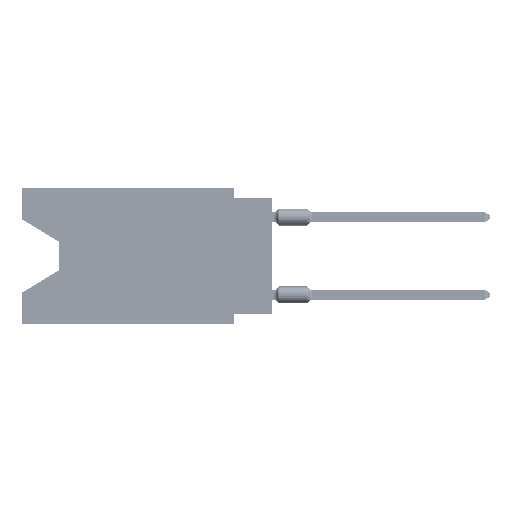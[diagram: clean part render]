
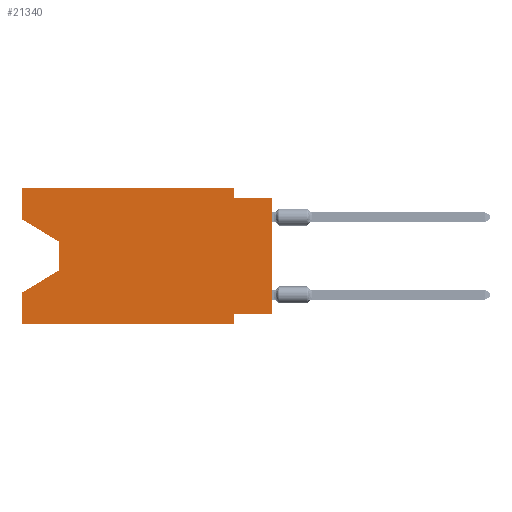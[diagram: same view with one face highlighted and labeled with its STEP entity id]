
A CAD part, left-side view. The second image highlights one B-rep face of the part: STEP entity #21340.
In plain terms, the highlighted planar face has unit normal (-1, 0, 0).
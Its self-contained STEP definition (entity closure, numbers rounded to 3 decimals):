
#1085 = DIRECTION ( 'NONE',  ( 0., 1., 0. ) ) ;
#3631 = CARTESIAN_POINT ( 'NONE',  ( 0., 0., -0.635 ) ) ;
#4581 = ORIENTED_EDGE ( 'NONE', *, *, #55010, .T. ) ;
#5268 = VECTOR ( 'NONE', #31603, 1000. ) ;
#5806 = VERTEX_POINT ( 'NONE', #15338 ) ;
#8730 = CARTESIAN_POINT ( 'NONE',  ( 0., 0., -8.255 ) ) ;
#8955 = CARTESIAN_POINT ( 'NONE',  ( 0., 16.383, -2.038 ) ) ;
#9273 = DIRECTION ( 'NONE',  ( 0., 0., -1. ) ) ;
#9446 = EDGE_LOOP ( 'NONE', ( #24936, #10396, #4581, #18912, #38895, #34147, #18497, #38654, #15969, #37950, #35622, #37310 ) ) ;
#9937 = LINE ( 'NONE', #51690, #30146 ) ;
#10396 = ORIENTED_EDGE ( 'NONE', *, *, #40305, .T. ) ;
#14615 = DIRECTION ( 'NONE',  ( 0., -1., 0. ) ) ;
#15100 = LINE ( 'NONE', #65749, #41192 ) ;
#15107 = VERTEX_POINT ( 'NONE', #48292 ) ;
#15321 = CARTESIAN_POINT ( 'NONE',  ( 0., 13.97, -5.385 ) ) ;
#15338 = CARTESIAN_POINT ( 'NONE',  ( 0., 16.383, -6.852 ) ) ;
#15969 = ORIENTED_EDGE ( 'NONE', *, *, #53780, .F. ) ;
#17248 = CARTESIAN_POINT ( 'NONE',  ( 0., 2.54, -8.255 ) ) ;
#17617 = DIRECTION ( 'NONE',  ( 0., -1., 0. ) ) ;
#18318 = CARTESIAN_POINT ( 'NONE',  ( 0., 2.54, -0.635 ) ) ;
#18497 = ORIENTED_EDGE ( 'NONE', *, *, #25936, .F. ) ;
#18912 = ORIENTED_EDGE ( 'NONE', *, *, #22485, .F. ) ;
#18991 = LINE ( 'NONE', #65554, #25489 ) ;
#19274 = VERTEX_POINT ( 'NONE', #3631 ) ;
#20090 = CARTESIAN_POINT ( 'NONE',  ( 0., 0., -0.635 ) ) ;
#21161 = VERTEX_POINT ( 'NONE', #27941 ) ;
#21340 = ADVANCED_FACE ( 'NONE', ( #34410 ), #54616, .F. ) ;
#21845 = VERTEX_POINT ( 'NONE', #58157 ) ;
#22019 = DIRECTION ( 'NONE',  ( 0., 0., 1. ) ) ;
#22385 = VECTOR ( 'NONE', #61855, 1000. ) ;
#22485 = EDGE_CURVE ( 'NONE', #35076, #5806, #55284, .T. ) ;
#23094 = VERTEX_POINT ( 'NONE', #31244 ) ;
#23466 = DIRECTION ( 'NONE',  ( 1., 0., 0. ) ) ;
#23470 = DIRECTION ( 'NONE',  ( 0., 0., -1. ) ) ;
#24411 = CARTESIAN_POINT ( 'NONE',  ( 0., 13.97, -3.505 ) ) ;
#24936 = ORIENTED_EDGE ( 'NONE', *, *, #27308, .T. ) ;
#25489 = VECTOR ( 'NONE', #23470, 1000. ) ;
#25936 = EDGE_CURVE ( 'NONE', #36951, #51306, #57890, .T. ) ;
#26350 = DIRECTION ( 'NONE',  ( 0., -1., 0. ) ) ;
#26402 = CARTESIAN_POINT ( 'NONE',  ( 0., 0., -8.255 ) ) ;
#27308 = EDGE_CURVE ( 'NONE', #35568, #15107, #53859, .T. ) ;
#27941 = CARTESIAN_POINT ( 'NONE',  ( 0., 2.54, -8.89 ) ) ;
#28186 = CARTESIAN_POINT ( 'NONE',  ( 0., 16.383, -2.038 ) ) ;
#28932 = EDGE_CURVE ( 'NONE', #36951, #19274, #38105, .T. ) ;
#29083 = VECTOR ( 'NONE', #61027, 1000. ) ;
#30094 = VECTOR ( 'NONE', #1085, 1000. ) ;
#30146 = VECTOR ( 'NONE', #26350, 1000. ) ;
#31244 = CARTESIAN_POINT ( 'NONE',  ( 0., 2.54, 0. ) ) ;
#31559 = VERTEX_POINT ( 'NONE', #52245 ) ;
#31603 = DIRECTION ( 'NONE',  ( 0., 0., 1. ) ) ;
#32274 = CARTESIAN_POINT ( 'NONE',  ( 0., 0., 0. ) ) ;
#32421 = VECTOR ( 'NONE', #43273, 1000. ) ;
#33238 = VECTOR ( 'NONE', #14615, 1000. ) ;
#34073 = DIRECTION ( 'NONE',  ( 0., 0., -1. ) ) ;
#34147 = ORIENTED_EDGE ( 'NONE', *, *, #40733, .F. ) ;
#34216 = AXIS2_PLACEMENT_3D ( 'NONE', #54931, #23466, #34073 ) ;
#34410 = FACE_OUTER_BOUND ( 'NONE', #9446, .T. ) ;
#35076 = VERTEX_POINT ( 'NONE', #52608 ) ;
#35130 = EDGE_CURVE ( 'NONE', #23094, #52859, #18991, .T. ) ;
#35568 = VERTEX_POINT ( 'NONE', #8955 ) ;
#35622 = ORIENTED_EDGE ( 'NONE', *, *, #40229, .F. ) ;
#36951 = VERTEX_POINT ( 'NONE', #8730 ) ;
#37310 = ORIENTED_EDGE ( 'NONE', *, *, #62799, .F. ) ;
#37668 = VECTOR ( 'NONE', #55618, 1000. ) ;
#37950 = ORIENTED_EDGE ( 'NONE', *, *, #35130, .F. ) ;
#38105 = LINE ( 'NONE', #32274, #5268 ) ;
#38654 = ORIENTED_EDGE ( 'NONE', *, *, #28932, .T. ) ;
#38895 = ORIENTED_EDGE ( 'NONE', *, *, #60240, .T. ) ;
#40229 = EDGE_CURVE ( 'NONE', #21845, #23094, #64522, .T. ) ;
#40305 = EDGE_CURVE ( 'NONE', #15107, #31559, #56589, .T. ) ;
#40569 = CARTESIAN_POINT ( 'NONE',  ( 0., 16.383, 0. ) ) ;
#40733 = EDGE_CURVE ( 'NONE', #51306, #21161, #15100, .T. ) ;
#41192 = VECTOR ( 'NONE', #9273, 1000. ) ;
#43273 = DIRECTION ( 'NONE',  ( 0., -0.855, -0.519 ) ) ;
#46130 = LINE ( 'NONE', #15321, #22385 ) ;
#48292 = CARTESIAN_POINT ( 'NONE',  ( 0., 13.97, -3.505 ) ) ;
#51306 = VERTEX_POINT ( 'NONE', #17248 ) ;
#51690 = CARTESIAN_POINT ( 'NONE',  ( 0., 16.383, -8.89 ) ) ;
#52245 = CARTESIAN_POINT ( 'NONE',  ( 0., 13.97, -5.385 ) ) ;
#52608 = CARTESIAN_POINT ( 'NONE',  ( 0., 16.383, -8.89 ) ) ;
#52859 = VERTEX_POINT ( 'NONE', #18318 ) ;
#53780 = EDGE_CURVE ( 'NONE', #52859, #19274, #61495, .T. ) ;
#53859 = LINE ( 'NONE', #28186, #32421 ) ;
#54616 = PLANE ( 'NONE',  #34216 ) ;
#54931 = CARTESIAN_POINT ( 'NONE',  ( 0., 16.383, 0. ) ) ;
#55010 = EDGE_CURVE ( 'NONE', #31559, #5806, #46130, .T. ) ;
#55284 = LINE ( 'NONE', #40569, #37668 ) ;
#55618 = DIRECTION ( 'NONE',  ( 0., 0., 1. ) ) ;
#56426 = VECTOR ( 'NONE', #22019, 1000. ) ;
#56589 = LINE ( 'NONE', #24411, #29083 ) ;
#57890 = LINE ( 'NONE', #26402, #30094 ) ;
#57948 = LINE ( 'NONE', #63766, #56426 ) ;
#58157 = CARTESIAN_POINT ( 'NONE',  ( 0., 16.383, 0. ) ) ;
#60240 = EDGE_CURVE ( 'NONE', #35076, #21161, #9937, .T. ) ;
#61027 = DIRECTION ( 'NONE',  ( 0., 0., -1. ) ) ;
#61495 = LINE ( 'NONE', #20090, #33238 ) ;
#61855 = DIRECTION ( 'NONE',  ( 0., 0.855, -0.519 ) ) ;
#61887 = VECTOR ( 'NONE', #17617, 1000. ) ;
#62799 = EDGE_CURVE ( 'NONE', #35568, #21845, #57948, .T. ) ;
#63766 = CARTESIAN_POINT ( 'NONE',  ( 0., 16.383, 0. ) ) ;
#64522 = LINE ( 'NONE', #65830, #61887 ) ;
#65554 = CARTESIAN_POINT ( 'NONE',  ( 0., 2.54, 0. ) ) ;
#65749 = CARTESIAN_POINT ( 'NONE',  ( 0., 2.54, -8.89 ) ) ;
#65830 = CARTESIAN_POINT ( 'NONE',  ( 0., 16.383, 0. ) ) ;
